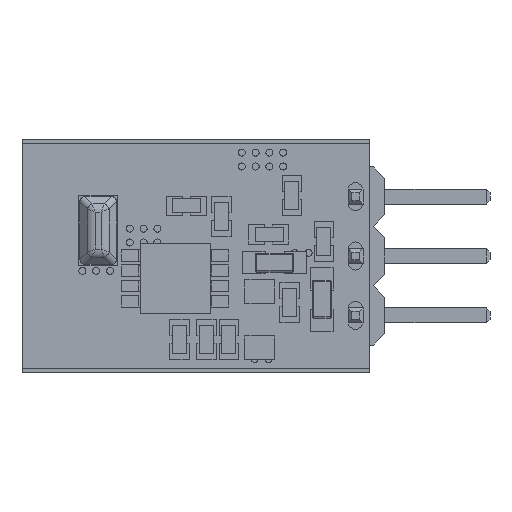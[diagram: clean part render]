
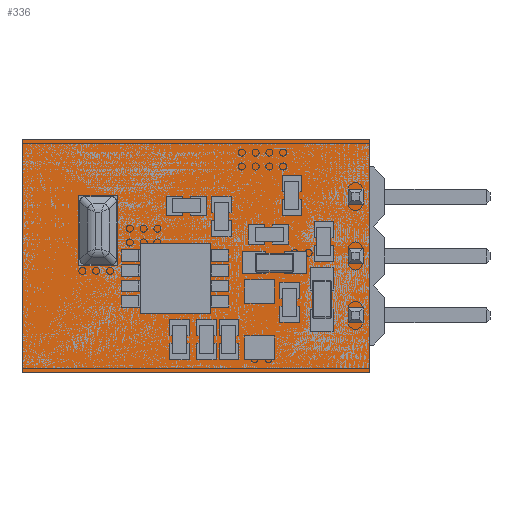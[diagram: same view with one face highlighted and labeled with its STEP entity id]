
A CAD part, left-side view. The second image highlights one B-rep face of the part: STEP entity #336.
In plain terms, the highlighted planar face has unit normal (-1, 0, 0).
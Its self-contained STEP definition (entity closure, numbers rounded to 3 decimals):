
#1=DIRECTION('',(0.,-1.,0.));
#2=VECTOR('',#1,14.87);
#3=CARTESIAN_POINT('',(1513.103,124.075,12.557));
#4=LINE('',#3,#2);
#5=DIRECTION('',(0.,0.,-1.));
#6=VECTOR('',#5,10.);
#7=CARTESIAN_POINT('',(1513.103,109.205,12.557));
#8=LINE('',#7,#6);
#9=DIRECTION('',(0.,1.,0.));
#10=VECTOR('',#9,14.87);
#11=CARTESIAN_POINT('',(1513.103,109.205,2.557));
#12=LINE('',#11,#10);
#13=DIRECTION('',(0.,0.,1.));
#14=VECTOR('',#13,10.);
#15=CARTESIAN_POINT('',(1513.103,124.075,2.557));
#16=LINE('',#15,#14);
#281=CARTESIAN_POINT('',(1513.103,124.075,12.557));
#282=CARTESIAN_POINT('',(1513.103,109.205,12.557));
#283=VERTEX_POINT('',#281);
#284=VERTEX_POINT('',#282);
#285=CARTESIAN_POINT('',(1513.103,109.205,2.557));
#286=VERTEX_POINT('',#285);
#287=CARTESIAN_POINT('',(1513.103,124.075,2.557));
#288=VERTEX_POINT('',#287);
#321=CARTESIAN_POINT('',(1513.103,120.308,7.512));
#322=DIRECTION('',(1.,0.,0.));
#323=DIRECTION('',(0.,0.,-1.));
#324=AXIS2_PLACEMENT_3D('',#321,#322,#323);
#325=PLANE('',#324);
#327=ORIENTED_EDGE('',*,*,#326,.T.);
#329=ORIENTED_EDGE('',*,*,#328,.T.);
#331=ORIENTED_EDGE('',*,*,#330,.T.);
#333=ORIENTED_EDGE('',*,*,#332,.T.);
#334=EDGE_LOOP('',(#327,#329,#331,#333));
#335=FACE_OUTER_BOUND('',#334,.F.);
#336=ADVANCED_FACE('',(#335),#325,.F.);
#326=EDGE_CURVE('',#283,#284,#4,.T.);
#328=EDGE_CURVE('',#284,#286,#8,.T.);
#330=EDGE_CURVE('',#286,#288,#12,.T.);
#332=EDGE_CURVE('',#288,#283,#16,.T.);
